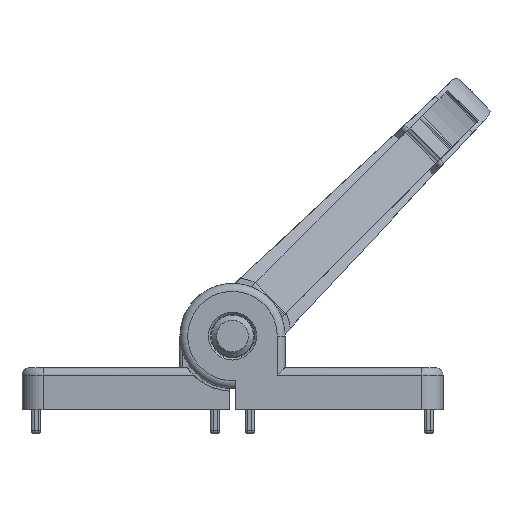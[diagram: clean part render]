
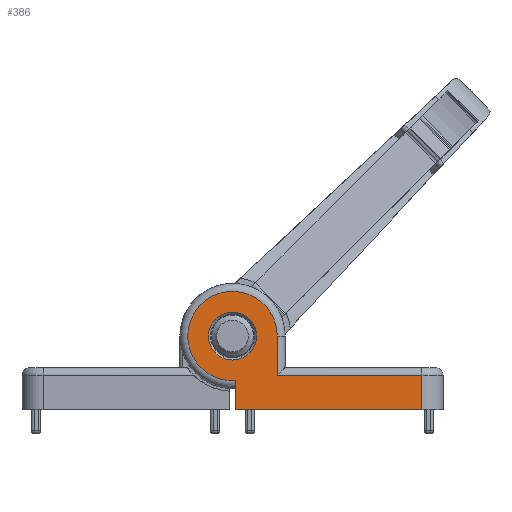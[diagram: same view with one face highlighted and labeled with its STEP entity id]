
A CAD part, front view. The second image highlights one B-rep face of the part: STEP entity #386.
In plain terms, the highlighted face is planar.
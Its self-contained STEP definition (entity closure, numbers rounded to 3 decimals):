
#386 = ADVANCED_FACE( '', ( #817, #818 ), #819, .F. );
#817 = FACE_BOUND( '', #1562, .T. );
#818 = FACE_OUTER_BOUND( '', #1563, .T. );
#819 = PLANE( '', #1564 );
#1562 = EDGE_LOOP( '', ( #2756 ) );
#1563 = EDGE_LOOP( '', ( #2757, #2758, #2759, #2760, #2761, #2762 ) );
#1564 = AXIS2_PLACEMENT_3D( '', #2763, #2764, #2765 );
#2756 = ORIENTED_EDGE( '', *, *, #4932, .T. );
#2757 = ORIENTED_EDGE( '', *, *, #4758, .F. );
#2758 = ORIENTED_EDGE( '', *, *, #4728, .F. );
#2759 = ORIENTED_EDGE( '', *, *, #4933, .T. );
#2760 = ORIENTED_EDGE( '', *, *, #4903, .T. );
#2761 = ORIENTED_EDGE( '', *, *, #4931, .F. );
#2762 = ORIENTED_EDGE( '', *, *, #4934, .T. );
#2763 = CARTESIAN_POINT( '', ( 0.6, -6., 20. ) );
#2764 = DIRECTION( '', ( 0., 0., -1. ) );
#2765 = DIRECTION( '', ( -1., 0., 0. ) );
#4728 = EDGE_CURVE( '', #5517, #5519, #5520, .T. );
#4758 = EDGE_CURVE( '', #5519, #5569, #5571, .T. );
#4903 = EDGE_CURVE( '', #5804, #5805, #5806, .T. );
#4931 = EDGE_CURVE( '', #5794, #5805, #5848, .T. );
#4932 = EDGE_CURVE( '', #5849, #5849, #5850, .T. );
#4933 = EDGE_CURVE( '', #5517, #5804, #5851, .T. );
#4934 = EDGE_CURVE( '', #5794, #5569, #5852, .F. );
#5517 = VERTEX_POINT( '', #6813 );
#5519 = VERTEX_POINT( '', #6828 );
#5520 = CIRCLE( '', #6829, 8.5 );
#5569 = VERTEX_POINT( '', #6897 );
#5571 = LINE( '', #6899, #6900 );
#5794 = VERTEX_POINT( '', #7218 );
#5804 = VERTEX_POINT( '', #7230 );
#5805 = VERTEX_POINT( '', #7231 );
#5806 = LINE( '', #7232, #7233 );
#5848 = LINE( '', #7294, #7295 );
#5849 = VERTEX_POINT( '', #7296 );
#5850 = CIRCLE( '', #7297, 4.55 );
#5851 = LINE( '', #7298, #7299 );
#5852 = LINE( '', #7300, #7301 );
#6813 = CARTESIAN_POINT( '', ( 0.6, -8.479, 20. ) );
#6828 = CARTESIAN_POINT( '', ( 8.5, 0., 20. ) );
#6829 = AXIS2_PLACEMENT_3D( '', #9088, #9089, #9090 );
#6897 = CARTESIAN_POINT( '', ( 8.5, -7.5, 20. ) );
#6899 = CARTESIAN_POINT( '', ( 8.5, 0., 20. ) );
#6900 = VECTOR( '', #9147, 1000. );
#7218 = CARTESIAN_POINT( '', ( 36., -7.5, 20. ) );
#7230 = CARTESIAN_POINT( '', ( 0.6, -14., 20. ) );
#7231 = CARTESIAN_POINT( '', ( 36., -14., 20. ) );
#7232 = CARTESIAN_POINT( '', ( 0.6, -14., 20. ) );
#7233 = VECTOR( '', #9412, 1000. );
#7294 = CARTESIAN_POINT( '', ( 36., -6., 20. ) );
#7295 = VECTOR( '', #9456, 1000. );
#7296 = CARTESIAN_POINT( '', ( -4.55, 0., 20. ) );
#7297 = AXIS2_PLACEMENT_3D( '', #9457, #9458, #9459 );
#7298 = CARTESIAN_POINT( '', ( 0.6, -6., 20. ) );
#7299 = VECTOR( '', #9460, 1000. );
#7300 = CARTESIAN_POINT( '', ( 0.6, -7.5, 20. ) );
#7301 = VECTOR( '', #9461, 1000. );
#9088 = CARTESIAN_POINT( '', ( 0., 0., 20. ) );
#9089 = DIRECTION( '', ( 0., 0., -1. ) );
#9090 = DIRECTION( '', ( -1., 0., 0. ) );
#9147 = DIRECTION( '', ( 0., -1., 0. ) );
#9412 = DIRECTION( '', ( 1., 0., 0. ) );
#9456 = DIRECTION( '', ( 0., -1., 0. ) );
#9457 = CARTESIAN_POINT( '', ( 0., 0., 20. ) );
#9458 = DIRECTION( '', ( 0., 0., -1. ) );
#9459 = DIRECTION( '', ( -1., 0., 0. ) );
#9460 = DIRECTION( '', ( 0., -1., 0. ) );
#9461 = DIRECTION( '', ( 1., 0., 0. ) );
